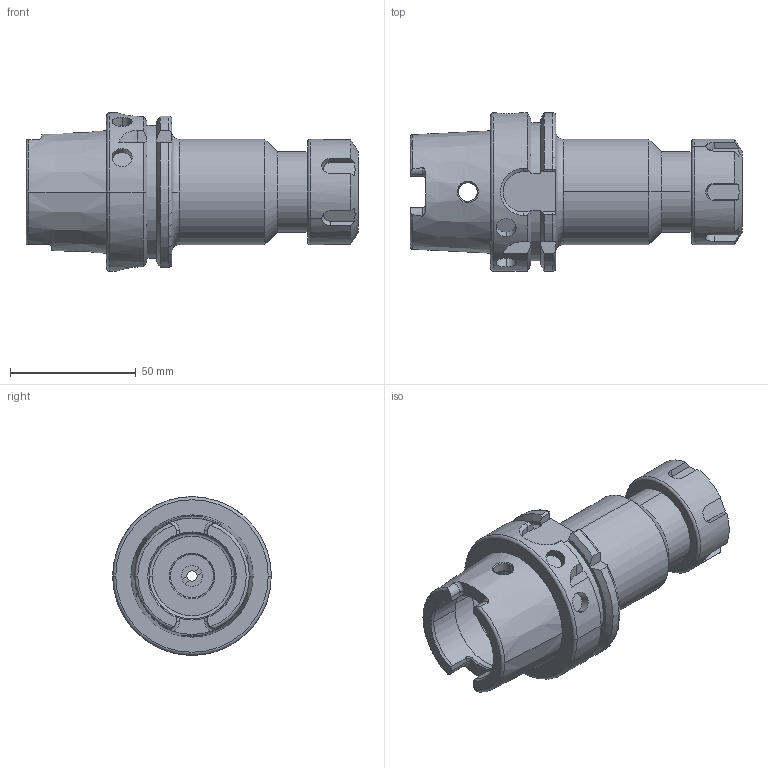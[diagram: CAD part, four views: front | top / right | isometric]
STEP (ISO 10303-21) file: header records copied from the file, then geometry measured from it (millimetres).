
FILE_DESCRIPTION (( 'STEP AP203' ), '1' );
FILE_NAME ('9163A-ER825100.STEP', '2021-04-17T04:56:56', ( '' ), ( '' ), 'SwSTEP 2.0', 'SolidWorks 2018', '' );
FILE_SCHEMA (( 'CONFIG_CONTROL_DESIGN' ));
Length unit declared in the file: millimetre
Products named in the file (8): HSKA63CCHER25100WW; 9163A-ER825100; FTNUTER25; FTSCWM18X150
Assembly tree (4 placements, depth 3):
  9163A-ER825100
    HSKA63CCHER25100WW
      HSKA63CCHER25100WW
      FTNUTER25
      FTSCWM18X150
  HSKA63CCHER25100WW
  FTNUTER25
  FTSCWM18X150
Bounding box: 132 x 63 x 63 mm (x, y, z)
Volume: 153715.7 mm3; surface area: 41160.9 mm2
Topology: 3 solids, 3 shells, 251 faces, 649 edges, 410 vertices
Faces by surface type: plane 92, cylinder 67, cone 47, torus 31, bspline 14
Entity records: 10102 total; most frequent: CARTESIAN_POINT 3360, ORIENTED_EDGE 1294, DIRECTION 1232, EDGE_CURVE 647, AXIS2_PLACEMENT_3D 493, VERTEX_POINT 410, EDGE_LOOP 269, FACE_OUTER_BOUND 251
